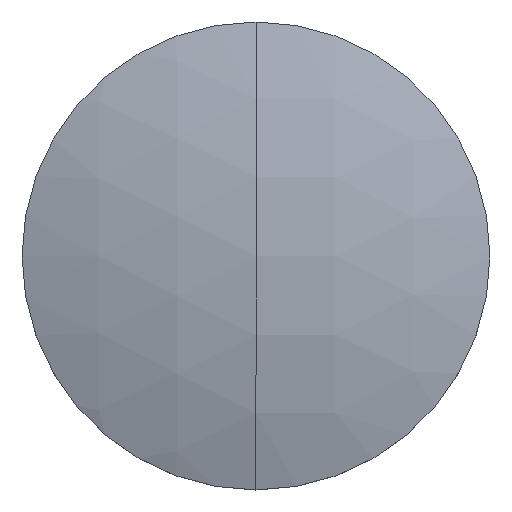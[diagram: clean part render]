
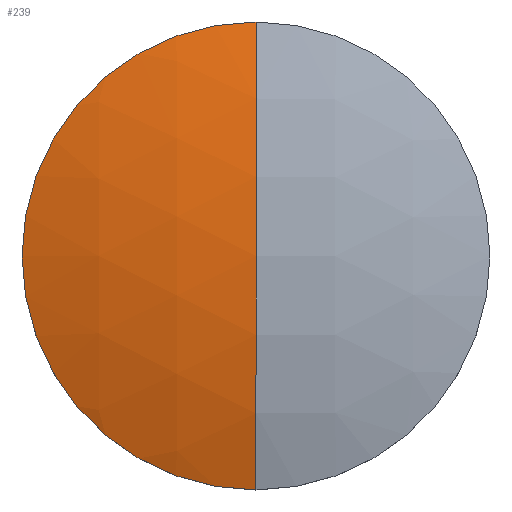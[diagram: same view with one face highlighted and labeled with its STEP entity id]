
A CAD part, top view. The second image highlights one B-rep face of the part: STEP entity #239.
In plain terms, the highlighted spherical face has radius 40.6 mm.
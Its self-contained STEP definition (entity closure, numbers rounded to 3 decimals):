
#3 = CARTESIAN_POINT ( 'NONE',  ( 0., -12.7, -0.029 ) ) ;
#25 = DIRECTION ( 'NONE',  ( 0., 0., 1. ) ) ;
#27 = DIRECTION ( 'NONE',  ( 1., 0., 0. ) ) ;
#32 = CARTESIAN_POINT ( 'NONE',  ( 0., 0., 2.009 ) ) ;
#33 = CIRCLE ( 'NONE', #34, 12.7 ) ;
#34 = AXIS2_PLACEMENT_3D ( 'NONE', #35, #25, #27 ) ;
#35 = CARTESIAN_POINT ( 'NONE',  ( 0., 0., -0.029 ) ) ;
#36 = DIRECTION ( 'NONE',  ( 1., 0., 0. ) ) ;
#37 = AXIS2_PLACEMENT_3D ( 'NONE', #38, #40, #36 ) ;
#38 = CARTESIAN_POINT ( 'NONE',  ( 0., 0., -0.029 ) ) ;
#39 = CIRCLE ( 'NONE', #37, 12.7 ) ;
#40 = DIRECTION ( 'NONE',  ( 0., 0., 1. ) ) ;
#62 = SPHERICAL_SURFACE ( 'NONE', #112, 40.6 ) ;
#64 = CIRCLE ( 'NONE', #74, 40.6 ) ;
#70 = CARTESIAN_POINT ( 'NONE',  ( 0., 0., -38.591 ) ) ;
#72 = DIRECTION ( 'NONE',  ( 0., 0., -1. ) ) ;
#73 = DIRECTION ( 'NONE',  ( 1., 0., 0. ) ) ;
#74 = AXIS2_PLACEMENT_3D ( 'NONE', #96, #73, #72 ) ;
#96 = CARTESIAN_POINT ( 'NONE',  ( 0., 0., -38.591 ) ) ;
#97 = CARTESIAN_POINT ( 'NONE',  ( 0., 12.7, -0.029 ) ) ;
#101 = DIRECTION ( 'NONE',  ( -1., 0., 0. ) ) ;
#112 = AXIS2_PLACEMENT_3D ( 'NONE', #70, #101, #113 ) ;
#113 = DIRECTION ( 'NONE',  ( 0., 1., 0. ) ) ;
#127 = DIRECTION ( 'NONE',  ( 0., -1., 0. ) ) ;
#128 = DIRECTION ( 'NONE',  ( -1., 0., 0. ) ) ;
#129 = CARTESIAN_POINT ( 'NONE',  ( 0., 0., -38.591 ) ) ;
#130 = AXIS2_PLACEMENT_3D ( 'NONE', #129, #128, #127 ) ;
#131 = CIRCLE ( 'NONE', #130, 40.6 ) ;
#228 = CARTESIAN_POINT ( 'NONE',  ( -12.7, 0., -0.029 ) ) ;
#239 = ADVANCED_FACE ( 'NONE', ( #307 ), #62, .T. ) ;
#243 = VERTEX_POINT ( 'NONE', #97 ) ;
#253 = ORIENTED_EDGE ( 'NONE', *, *, #254, .T. ) ;
#254 = EDGE_CURVE ( 'NONE', #273, #278, #131, .T. ) ;
#260 = ORIENTED_EDGE ( 'NONE', *, *, #288, .T. ) ;
#261 = ORIENTED_EDGE ( 'NONE', *, *, #267, .F. ) ;
#267 = EDGE_CURVE ( 'NONE', #243, #278, #64, .T. ) ;
#273 = VERTEX_POINT ( 'NONE', #3 ) ;
#277 = EDGE_LOOP ( 'NONE', ( #260, #279, #253, #261 ) ) ;
#278 = VERTEX_POINT ( 'NONE', #32 ) ;
#279 = ORIENTED_EDGE ( 'NONE', *, *, #286, .T. ) ;
#286 = EDGE_CURVE ( 'NONE', #304, #273, #33, .T. ) ;
#288 = EDGE_CURVE ( 'NONE', #243, #304, #39, .T. ) ;
#304 = VERTEX_POINT ( 'NONE', #228 ) ;
#307 = FACE_OUTER_BOUND ( 'NONE', #277, .T. ) ;
